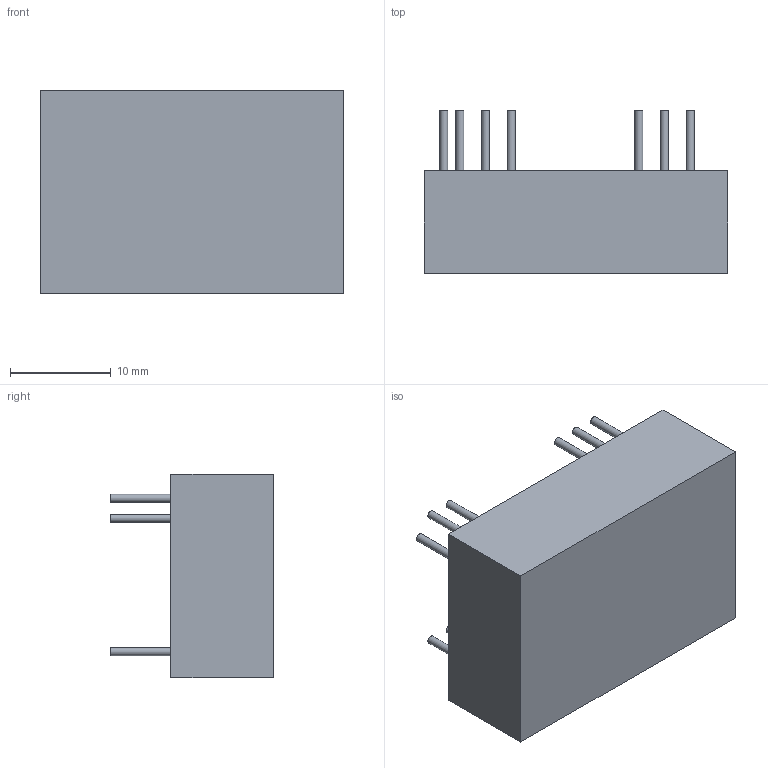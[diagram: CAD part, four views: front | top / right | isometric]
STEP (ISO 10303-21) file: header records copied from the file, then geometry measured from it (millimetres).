
FILE_DESCRIPTION(/* description */ (''),/* implementation_level */ '2;1');
FILE_NAME(/* name */ 'МДМ8-1В.stp',/* time_stamp */ '2018-01-25T15:54:27+03:00',/* author */ ('Abaranov'),/* organization */ (''),/* preprocessor_version */ 'ST-DEVELOPER v16.1',/* originating_system */ 'Autodesk Inventor 2016',/* authorisation */ '');
FILE_SCHEMA (('AUTOMOTIVE_DESIGN { 1 0 10303 214 3 1 1 }'));
Length unit declared in the file: millimetre
Products named in the file (1): МДМ8-1В
Bounding box: 30.2 x 16.2 x 20.2 mm (x, y, z)
Volume: 6255.6 mm3; surface area: 2425.2 mm2
Topology: 12 solids, 12 shells, 39 faces, 45 edges, 30 vertices
Faces by surface type: plane 28, cylinder 11
Full cylindrical faces by diameter (mm): 0.8 x11
Entity records: 733 total; most frequent: DIRECTION 136, CARTESIAN_POINT 104, ORIENTED_EDGE 68, AXIS2_PLACEMENT_3D 62, EDGE_LOOP 50, FACE_OUTER_BOUND 39, ADVANCED_FACE 39, EDGE_CURVE 34
